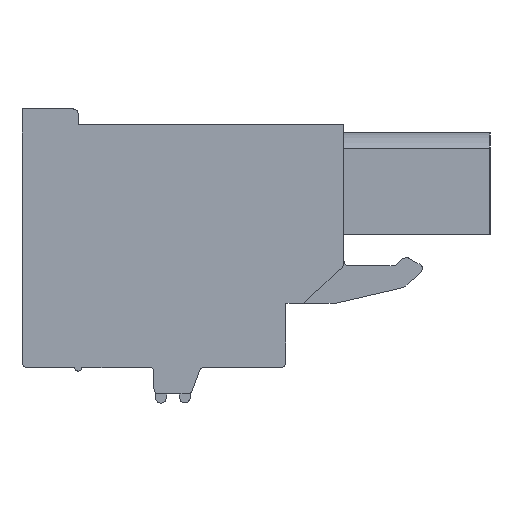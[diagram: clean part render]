
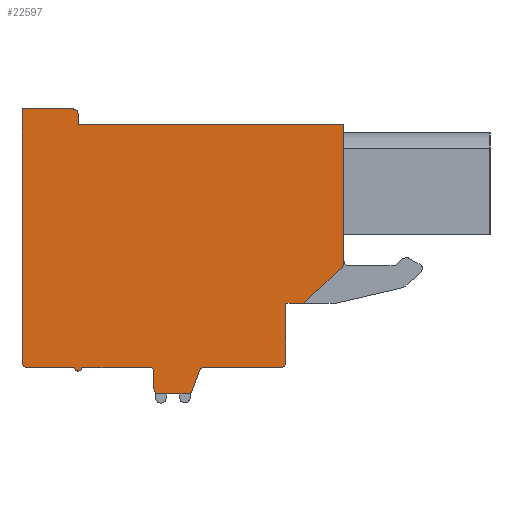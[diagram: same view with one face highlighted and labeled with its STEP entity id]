
A CAD part, left-side view. The second image highlights one B-rep face of the part: STEP entity #22597.
In plain terms, the highlighted planar face has unit normal (-1, 0, 0).
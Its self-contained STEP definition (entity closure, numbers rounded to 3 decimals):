
#853=DIRECTION('',(0.,0.,1.));
#854=VECTOR('',#853,7.87);
#855=CARTESIAN_POINT('',(-107.3,-5.66,-0.91));
#856=LINE('',#855,#854);
#4050=CARTESIAN_POINT('',(-107.3,-5.36,-0.91));
#4051=DIRECTION('',(1.,0.,0.));
#4052=DIRECTION('',(0.,-1.,0.));
#4053=AXIS2_PLACEMENT_3D('',#4050,#4051,#4052);
#4055=DIRECTION('',(0.,0.731,-0.683));
#4056=VECTOR('',#4055,3.018);
#4057=CARTESIAN_POINT('',(-107.3,-5.565,-1.129));
#4058=LINE('',#4057,#4056);
#4059=DIRECTION('',(0.,1.,0.));
#4060=VECTOR('',#4059,1.);
#4061=CARTESIAN_POINT('',(-107.3,-3.36,-3.19));
#4062=LINE('',#4061,#4060);
#4063=DIRECTION('',(0.,0.,-1.));
#4064=VECTOR('',#4063,3.35);
#4065=CARTESIAN_POINT('',(-107.3,-2.36,-3.19));
#4066=LINE('',#4065,#4064);
#4067=CARTESIAN_POINT('',(-107.3,-2.06,-6.54));
#4068=DIRECTION('',(1.,0.,0.));
#4069=DIRECTION('',(0.,-1.,0.));
#4070=AXIS2_PLACEMENT_3D('',#4067,#4068,#4069);
#4072=DIRECTION('',(0.,1.,0.));
#4073=VECTOR('',#4072,4.34);
#4074=CARTESIAN_POINT('',(-107.3,-2.06,-6.84));
#4075=LINE('',#4074,#4073);
#4076=CARTESIAN_POINT('',(-107.3,2.28,-7.14));
#4077=DIRECTION('',(-1.,0.,0.));
#4078=DIRECTION('',(0.,0.,1.));
#4079=AXIS2_PLACEMENT_3D('',#4076,#4077,#4078);
#4081=DIRECTION('',(0.,0.345,-0.939));
#4082=VECTOR('',#4081,1.179);
#4083=CARTESIAN_POINT('',(-107.3,2.562,-7.037));
#4084=LINE('',#4083,#4082);
#4085=CARTESIAN_POINT('',(-107.3,3.25,-8.04));
#4086=DIRECTION('',(1.,0.,0.));
#4087=DIRECTION('',(0.,-0.939,-0.345));
#4088=AXIS2_PLACEMENT_3D('',#4085,#4086,#4087);
#4090=DIRECTION('',(0.,1.,0.));
#4091=VECTOR('',#4090,1.59);
#4092=CARTESIAN_POINT('',(-107.3,3.25,-8.34));
#4093=LINE('',#4092,#4091);
#4094=CARTESIAN_POINT('',(-107.3,4.84,-8.04));
#4095=DIRECTION('',(1.,0.,0.));
#4096=DIRECTION('',(0.,0.,-1.));
#4097=AXIS2_PLACEMENT_3D('',#4094,#4095,#4096);
#4099=DIRECTION('',(0.,0.,1.));
#4100=VECTOR('',#4099,1.);
#4101=CARTESIAN_POINT('',(-107.3,5.14,-8.04));
#4102=LINE('',#4101,#4100);
#4103=CARTESIAN_POINT('',(-107.3,5.34,-7.04));
#4104=DIRECTION('',(-1.,0.,0.));
#4105=DIRECTION('',(0.,-1.,0.));
#4106=AXIS2_PLACEMENT_3D('',#4103,#4104,#4105);
#4108=DIRECTION('',(0.,1.,0.));
#4109=VECTOR('',#4108,3.9);
#4110=CARTESIAN_POINT('',(-107.3,5.34,-6.84));
#4111=LINE('',#4110,#4109);
#4112=CARTESIAN_POINT('',(-107.3,9.44,-6.84));
#4113=DIRECTION('',(1.,0.,0.));
#4114=DIRECTION('',(0.,-1.,0.));
#4115=AXIS2_PLACEMENT_3D('',#4112,#4113,#4114);
#4117=DIRECTION('',(0.,1.,0.));
#4118=VECTOR('',#4117,2.7);
#4119=CARTESIAN_POINT('',(-107.3,9.64,-6.84));
#4120=LINE('',#4119,#4118);
#4121=CARTESIAN_POINT('',(-107.3,12.34,-6.54));
#4122=DIRECTION('',(1.,0.,0.));
#4123=DIRECTION('',(0.,0.,-1.));
#4124=AXIS2_PLACEMENT_3D('',#4121,#4122,#4123);
#4126=DIRECTION('',(0.,0.,1.));
#4127=VECTOR('',#4126,14.4);
#4128=CARTESIAN_POINT('',(-107.3,12.64,-6.54));
#4129=LINE('',#4128,#4127);
#4130=DIRECTION('',(0.,-1.,0.));
#4131=VECTOR('',#4130,2.9);
#4132=CARTESIAN_POINT('',(-107.3,12.64,7.86));
#4133=LINE('',#4132,#4131);
#4134=CARTESIAN_POINT('',(-107.3,9.74,7.56));
#4135=DIRECTION('',(1.,0.,0.));
#4136=DIRECTION('',(0.,0.,1.));
#4137=AXIS2_PLACEMENT_3D('',#4134,#4135,#4136);
#4139=DIRECTION('',(0.,0.,-1.));
#4140=VECTOR('',#4139,0.6);
#4141=CARTESIAN_POINT('',(-107.3,9.44,7.56));
#4142=LINE('',#4141,#4140);
#4143=DIRECTION('',(0.,-1.,0.));
#4144=VECTOR('',#4143,15.1);
#4145=CARTESIAN_POINT('',(-107.3,9.44,6.96));
#4146=LINE('',#4145,#4144);
#12883=CARTESIAN_POINT('',(-107.3,9.44,6.96));
#12884=CARTESIAN_POINT('',(-107.3,-5.66,6.96));
#12885=VERTEX_POINT('',#12883);
#12886=VERTEX_POINT('',#12884);
#12887=CARTESIAN_POINT('',(-107.3,-5.66,-0.91));
#12888=CARTESIAN_POINT('',(-107.3,-5.565,-1.129));
#12889=VERTEX_POINT('',#12887);
#12890=VERTEX_POINT('',#12888);
#12891=CARTESIAN_POINT('',(-107.3,-3.36,-3.19));
#12892=VERTEX_POINT('',#12891);
#12893=CARTESIAN_POINT('',(-107.3,-2.36,-3.19));
#12894=VERTEX_POINT('',#12893);
#12895=CARTESIAN_POINT('',(-107.3,-2.36,-6.54));
#12896=VERTEX_POINT('',#12895);
#12897=CARTESIAN_POINT('',(-107.3,-2.06,-6.84));
#12898=VERTEX_POINT('',#12897);
#12899=CARTESIAN_POINT('',(-107.3,2.28,-6.84));
#12900=VERTEX_POINT('',#12899);
#12901=CARTESIAN_POINT('',(-107.3,2.562,-7.037));
#12902=VERTEX_POINT('',#12901);
#12903=CARTESIAN_POINT('',(-107.3,2.968,-8.143));
#12904=VERTEX_POINT('',#12903);
#12905=CARTESIAN_POINT('',(-107.3,3.25,-8.34));
#12906=VERTEX_POINT('',#12905);
#12907=CARTESIAN_POINT('',(-107.3,4.84,-8.34));
#12908=VERTEX_POINT('',#12907);
#12909=CARTESIAN_POINT('',(-107.3,5.14,-8.04));
#12910=VERTEX_POINT('',#12909);
#12911=CARTESIAN_POINT('',(-107.3,5.14,-7.04));
#12912=VERTEX_POINT('',#12911);
#12913=CARTESIAN_POINT('',(-107.3,5.34,-6.84));
#12914=VERTEX_POINT('',#12913);
#12915=CARTESIAN_POINT('',(-107.3,9.24,-6.84));
#12916=VERTEX_POINT('',#12915);
#12917=CARTESIAN_POINT('',(-107.3,9.64,-6.84));
#12918=VERTEX_POINT('',#12917);
#12919=CARTESIAN_POINT('',(-107.3,12.34,-6.84));
#12920=VERTEX_POINT('',#12919);
#12921=CARTESIAN_POINT('',(-107.3,12.64,-6.54));
#12922=VERTEX_POINT('',#12921);
#12923=CARTESIAN_POINT('',(-107.3,12.64,7.86));
#12924=VERTEX_POINT('',#12923);
#12925=CARTESIAN_POINT('',(-107.3,9.74,7.86));
#12926=VERTEX_POINT('',#12925);
#12927=CARTESIAN_POINT('',(-107.3,9.44,7.56));
#12928=VERTEX_POINT('',#12927);
#22548=CARTESIAN_POINT('',(-107.3,0.,0.));
#22549=DIRECTION('',(1.,0.,0.));
#22550=DIRECTION('',(0.,-1.,0.));
#22551=AXIS2_PLACEMENT_3D('',#22548,#22549,#22550);
#22552=PLANE('',#22551);
#22553=ORIENTED_EDGE('',*,*,#16928,.F.);
#22554=ORIENTED_EDGE('',*,*,#22528,.T.);
#22555=ORIENTED_EDGE('',*,*,#22454,.T.);
#22556=ORIENTED_EDGE('',*,*,#22428,.T.);
#22558=ORIENTED_EDGE('',*,*,#22557,.T.);
#22560=ORIENTED_EDGE('',*,*,#22559,.T.);
#22562=ORIENTED_EDGE('',*,*,#22561,.T.);
#22564=ORIENTED_EDGE('',*,*,#22563,.T.);
#22566=ORIENTED_EDGE('',*,*,#22565,.T.);
#22568=ORIENTED_EDGE('',*,*,#22567,.T.);
#22570=ORIENTED_EDGE('',*,*,#22569,.T.);
#22572=ORIENTED_EDGE('',*,*,#22571,.T.);
#22574=ORIENTED_EDGE('',*,*,#22573,.T.);
#22576=ORIENTED_EDGE('',*,*,#22575,.T.);
#22578=ORIENTED_EDGE('',*,*,#22577,.T.);
#22580=ORIENTED_EDGE('',*,*,#22579,.T.);
#22582=ORIENTED_EDGE('',*,*,#22581,.T.);
#22584=ORIENTED_EDGE('',*,*,#22583,.T.);
#22586=ORIENTED_EDGE('',*,*,#22585,.T.);
#22588=ORIENTED_EDGE('',*,*,#22587,.T.);
#22590=ORIENTED_EDGE('',*,*,#22589,.T.);
#22592=ORIENTED_EDGE('',*,*,#22591,.T.);
#22594=ORIENTED_EDGE('',*,*,#22593,.T.);
#22595=EDGE_LOOP('',(#22553,#22554,#22555,#22556,#22558,#22560,#22562,#22564,
#22566,#22568,#22570,#22572,#22574,#22576,#22578,#22580,#22582,#22584,#22586,
#22588,#22590,#22592,#22594));
#22596=FACE_OUTER_BOUND('',#22595,.F.);
#22597=ADVANCED_FACE('',(#22596),#22552,.F.);
#4054=CIRCLE('',#4053,0.3);
#4071=CIRCLE('',#4070,0.3);
#4080=CIRCLE('',#4079,0.3);
#4089=CIRCLE('',#4088,0.3);
#4098=CIRCLE('',#4097,0.3);
#4107=CIRCLE('',#4106,0.2);
#4116=CIRCLE('',#4115,0.2);
#4125=CIRCLE('',#4124,0.3);
#4138=CIRCLE('',#4137,0.3);
#16928=EDGE_CURVE('',#12889,#12886,#856,.T.);
#22428=EDGE_CURVE('',#12892,#12894,#4062,.T.);
#22454=EDGE_CURVE('',#12890,#12892,#4058,.T.);
#22528=EDGE_CURVE('',#12889,#12890,#4054,.T.);
#22557=EDGE_CURVE('',#12894,#12896,#4066,.T.);
#22559=EDGE_CURVE('',#12896,#12898,#4071,.T.);
#22561=EDGE_CURVE('',#12898,#12900,#4075,.T.);
#22563=EDGE_CURVE('',#12900,#12902,#4080,.T.);
#22565=EDGE_CURVE('',#12902,#12904,#4084,.T.);
#22567=EDGE_CURVE('',#12904,#12906,#4089,.T.);
#22569=EDGE_CURVE('',#12906,#12908,#4093,.T.);
#22571=EDGE_CURVE('',#12908,#12910,#4098,.T.);
#22573=EDGE_CURVE('',#12910,#12912,#4102,.T.);
#22575=EDGE_CURVE('',#12912,#12914,#4107,.T.);
#22577=EDGE_CURVE('',#12914,#12916,#4111,.T.);
#22579=EDGE_CURVE('',#12916,#12918,#4116,.T.);
#22581=EDGE_CURVE('',#12918,#12920,#4120,.T.);
#22583=EDGE_CURVE('',#12920,#12922,#4125,.T.);
#22585=EDGE_CURVE('',#12922,#12924,#4129,.T.);
#22587=EDGE_CURVE('',#12924,#12926,#4133,.T.);
#22589=EDGE_CURVE('',#12926,#12928,#4138,.T.);
#22591=EDGE_CURVE('',#12928,#12885,#4142,.T.);
#22593=EDGE_CURVE('',#12885,#12886,#4146,.T.);
